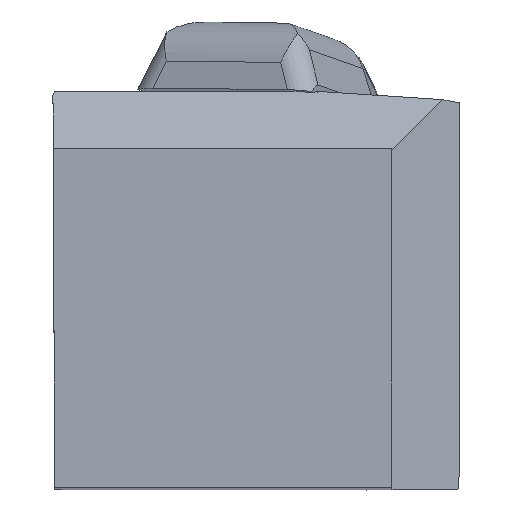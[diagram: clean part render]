
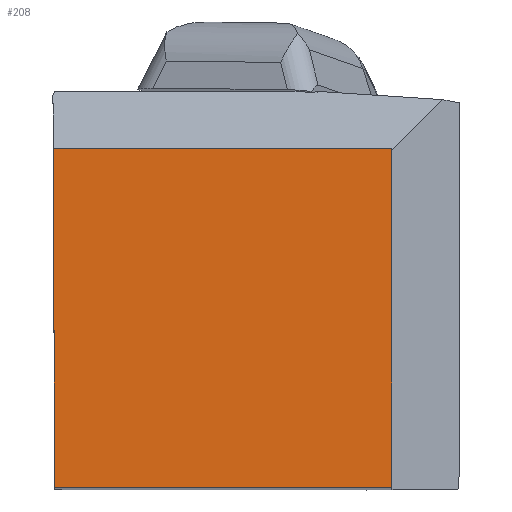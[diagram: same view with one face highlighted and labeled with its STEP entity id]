
A CAD part, top view. The second image highlights one B-rep face of the part: STEP entity #208.
In plain terms, the highlighted planar face has unit normal (0, 0, 1).
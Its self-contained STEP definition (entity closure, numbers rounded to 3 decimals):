
#148=FACE_OUTER_BOUND('',#575,.T.);
#208=ADVANCED_FACE('BLANK_BOXF006',(#148),#263,.F.);
#263=PLANE('',#1360);
#344=LINE('',#1970,#467);
#349=LINE('',#1981,#472);
#357=LINE('',#1995,#480);
#358=LINE('',#1997,#481);
#467=VECTOR('',#1558,1.);
#472=VECTOR('',#1565,1.);
#480=VECTOR('',#1577,1.);
#481=VECTOR('',#1578,1.);
#575=EDGE_LOOP('',(#738,#739,#740,#741));
#738=ORIENTED_EDGE('',*,*,#1144,.T.);
#739=ORIENTED_EDGE('',*,*,#1145,.T.);
#740=ORIENTED_EDGE('',*,*,#1131,.T.);
#741=ORIENTED_EDGE('',*,*,#1136,.T.);
#1003=VERTEX_POINT('',#1969);
#1004=VERTEX_POINT('',#1971);
#1008=VERTEX_POINT('',#1980);
#1013=VERTEX_POINT('',#1996);
#1131=EDGE_CURVE('',#1004,#1003,#344,.T.);
#1136=EDGE_CURVE('',#1003,#1008,#349,.T.);
#1144=EDGE_CURVE('',#1008,#1013,#357,.T.);
#1145=EDGE_CURVE('',#1013,#1004,#358,.T.);
#1360=AXIS2_PLACEMENT_3D('',#1998,#1579,#1580);
#1558=DIRECTION('',(0.004,-1.,0.));
#1565=DIRECTION('',(1.,0.,0.));
#1577=DIRECTION('',(0.,1.,0.));
#1578=DIRECTION('',(-1.,0.,0.));
#1579=DIRECTION('',(0.,0.,-1.));
#1580=DIRECTION('',(1.,0.,0.));
#1969=CARTESIAN_POINT('',(0.138,0.,0.));
#1970=CARTESIAN_POINT('',(-0.592,167.398,0.));
#1971=CARTESIAN_POINT('',(0.,31.623,0.));
#1980=CARTESIAN_POINT('',(31.623,0.,0.));
#1981=CARTESIAN_POINT('',(-167.4,0.,0.));
#1995=CARTESIAN_POINT('',(31.623,-167.4,0.));
#1996=CARTESIAN_POINT('',(31.623,31.623,0.));
#1997=CARTESIAN_POINT('',(167.4,31.623,0.));
#1998=CARTESIAN_POINT('',(47.817,-5.,0.));
